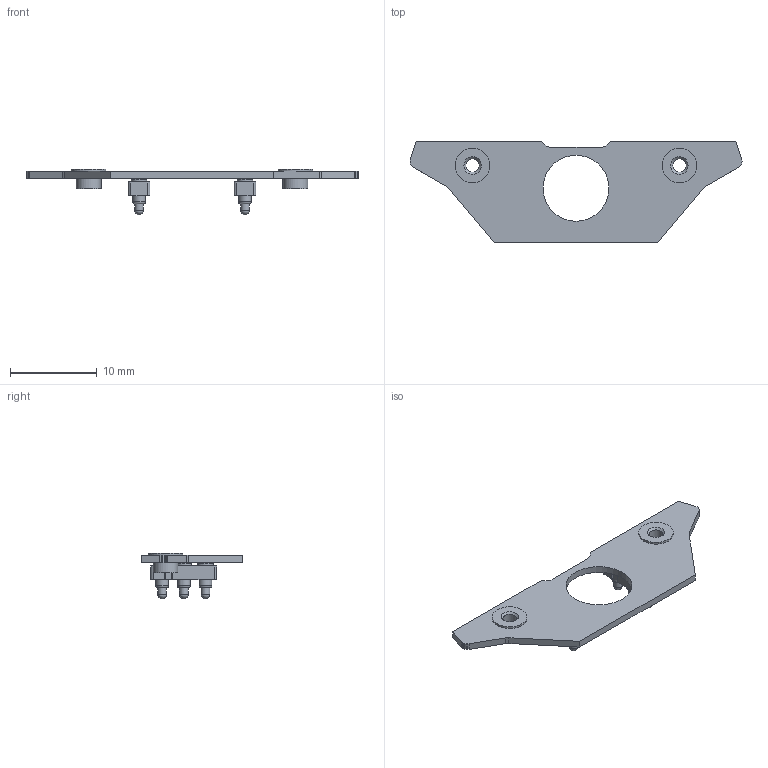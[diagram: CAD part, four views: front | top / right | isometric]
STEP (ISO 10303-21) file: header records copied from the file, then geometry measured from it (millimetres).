
FILE_DESCRIPTION(/* description */ (''),/* implementation_level */ '2;1');
FILE_NAME(/* name */ '2129-02-NB01_interface.step',/* time_stamp */ '2024-03-08T17:26:57+01:00',/* author */ (''),/* organization */ (''),/* preprocessor_version */ 'ST-DEVELOPER v20',/* originating_system */ 'Autodesk Translation Framework v12.14.0.127',/* authorisation */ '');
FILE_SCHEMA (('AUTOMOTIVE_DESIGN { 1 0 10303 214 3 1 1 }'));
Length unit declared in the file: millimetre
Products named in the file (11): 2129-02-NB01_interface; Board2129-02-NB01-00-NEST_BOARD; Open CASCADE STEP translator 6.8 11.1.1; X42129-02-NB01-00-NEST_BOARD; X32129-02-NB01-00-NEST_BOARD; N103M5-03G250MR; h03g250-e0_1101_2; N103M5; X22129-02-NB01-00-NEST_BOARD; X12129-02-NB01-00-NEST_BOARD; MSOFS-M2-2
Assembly tree (14 placements, depth 4):
  2129-02-NB01_interface
    Board2129-02-NB01-00-NEST_BOARD
      Open CASCADE STEP translator 6.8 11.1.1
    X42129-02-NB01-00-NEST_BOARD
      N103M5-03G250MR
        h03g250-e0_1101_2
        N103M5  x3
    X32129-02-NB01-00-NEST_BOARD
      N103M5-03G250MR
        h03g250-e0_1101_2
        N103M5  x3
    X22129-02-NB01-00-NEST_BOARD
      MSOFS-M2-2
    X12129-02-NB01-00-NEST_BOARD
      MSOFS-M2-2
Bounding box: 38.26 x 11.71 x 5.29 mm (x, y, z)
Volume: 330.6 mm3; surface area: 1062.4 mm2
Topology: 11 solids, 11 shells, 179 faces, 401 edges, 260 vertices
Faces by surface type: plane 100, cylinder 57, cone 10, sphere 6, torus 6
Full cylindrical faces by diameter (mm): 1 x6, 1.48 x6, 1.52 x6, 1.567 x2, 1.8 x6, 2.87 x2, 3.4 x2, 3.48 x2, 4 x2, 7.6 x1
Entity records: 2933 total; most frequent: DIRECTION 488, CARTESIAN_POINT 470, ORIENTED_EDGE 432, EDGE_CURVE 216, LINE 166, VECTOR 166, AXIS2_PLACEMENT_3D 161, VERTEX_POINT 143
